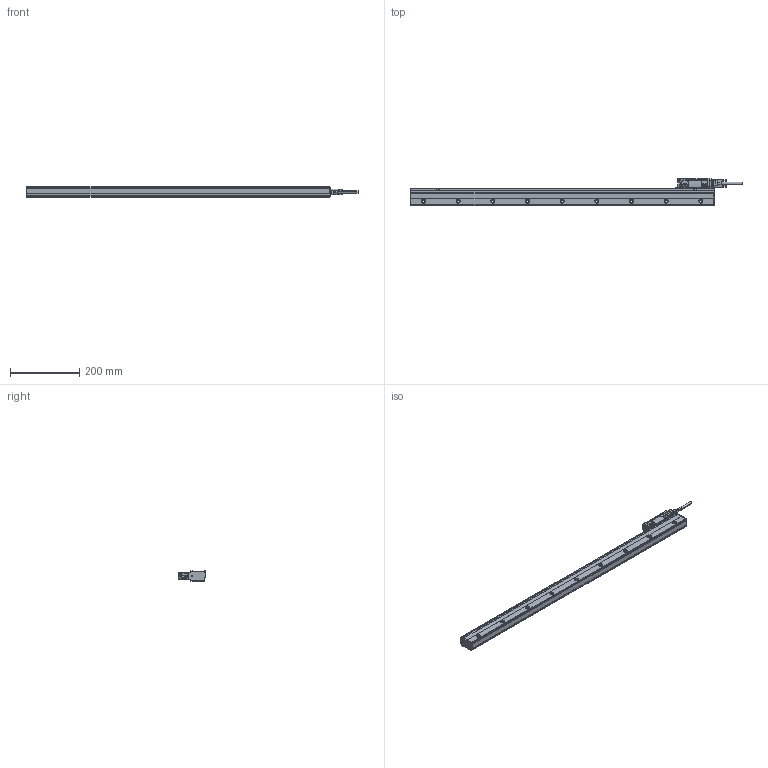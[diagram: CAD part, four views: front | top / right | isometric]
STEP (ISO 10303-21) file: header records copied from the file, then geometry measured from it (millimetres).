
FILE_DESCRIPTION(('CATIA V5 STEP'),'2;1');
FILE_NAME('SR87_L_074.stp','2010-05-26T07:37:09+00:00',('none'),('none'),'CATIA Version 5 Release 19 SP 6 (IN-10)','CATIA V5 STEP AP214','none');
FILE_SCHEMA(('AUTOMOTIVE_DESIGN { 1 0 10303 214 1 1 1 1 }'));
Products named in the file (3): SR87_L_074; SR87-074_S; SR87_head_L
Assembly tree (2 placements, depth 2):
  SR87_L_074
    SR87-074_S
    SR87_head_L
Bounding box: 957.7 x 78 x 29 mm (x, y, z)
Volume: 1161098.6 mm3; surface area: 179300.2 mm2
Topology: 2 solids, 18 shells, 2511 faces, 6419 edges, 3858 vertices
Faces by surface type: plane 1162, cylinder 850, cone 175, torus 175, sphere 96, bspline 53
Entity records: 74253 total; most frequent: CARTESIAN_POINT 18915, ORIENTED_EDGE 12620, DIRECTION 9155, EDGE_CURVE 6300, AXIS2_PLACEMENT_3D 3937, VERTEX_POINT 3856, VECTOR 3329, LINE 3329
